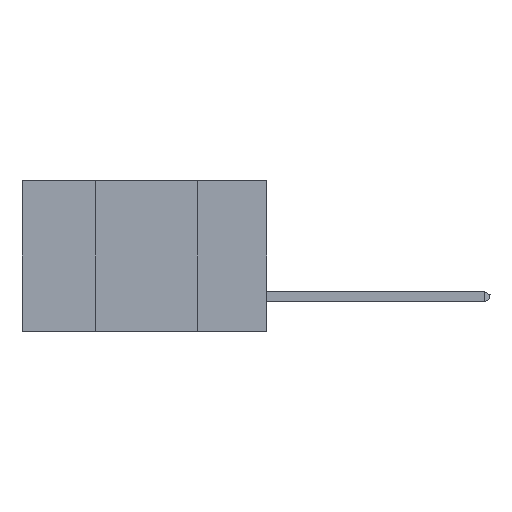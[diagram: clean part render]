
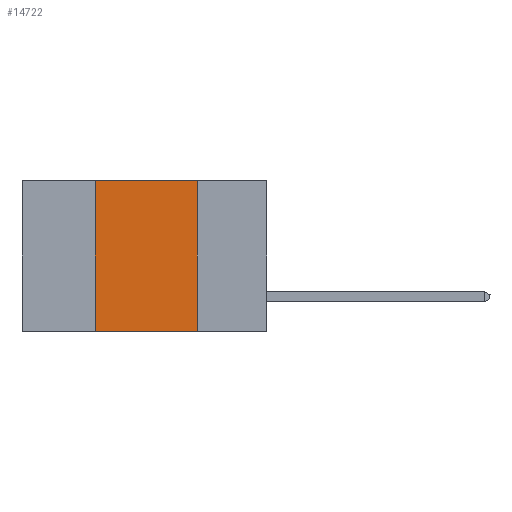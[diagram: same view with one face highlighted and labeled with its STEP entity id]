
A CAD part, left-side view. The second image highlights one B-rep face of the part: STEP entity #14722.
In plain terms, the highlighted planar face has unit normal (-1, 0, 0).
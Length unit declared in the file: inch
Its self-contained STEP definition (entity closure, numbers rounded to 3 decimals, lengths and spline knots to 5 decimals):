
#326 = ORIENTED_EDGE ( 'NONE', *, *, #15146, .F. ) ;
#512 = CARTESIAN_POINT ( 'NONE',  ( 0., 0.17, -0.37 ) ) ;
#547 = LINE ( 'NONE', #14417, #23301 ) ;
#772 = DIRECTION ( 'NONE',  ( 0., 0., 1. ) ) ;
#827 = CARTESIAN_POINT ( 'NONE',  ( 0., 0.17, 0. ) ) ;
#1234 = EDGE_LOOP ( 'NONE', ( #4845, #326, #6390, #12940 ) ) ;
#1860 = VERTEX_POINT ( 'NONE', #21983 ) ;
#2483 = LINE ( 'NONE', #827, #3061 ) ;
#2624 = VERTEX_POINT ( 'NONE', #11149 ) ;
#3061 = VECTOR ( 'NONE', #6867, 39.37008 ) ;
#4845 = ORIENTED_EDGE ( 'NONE', *, *, #12045, .F. ) ;
#4974 = LINE ( 'NONE', #12694, #5693 ) ;
#5321 = FACE_OUTER_BOUND ( 'NONE', #1234, .T. ) ;
#5693 = VECTOR ( 'NONE', #10374, 39.37008 ) ;
#6390 = ORIENTED_EDGE ( 'NONE', *, *, #22119, .F. ) ;
#6867 = DIRECTION ( 'NONE',  ( 0., 0., -1. ) ) ;
#10374 = DIRECTION ( 'NONE',  ( 0., -1., 0. ) ) ;
#10990 = PLANE ( 'NONE',  #15905 ) ;
#11108 = DIRECTION ( 'NONE',  ( 1., 0., 0. ) ) ;
#11149 = CARTESIAN_POINT ( 'NONE',  ( 0., 0.42, 0. ) ) ;
#11222 = DIRECTION ( 'NONE',  ( 0., 0., -1. ) ) ;
#12045 = EDGE_CURVE ( 'NONE', #14320, #21990, #2483, .T. ) ;
#12694 = CARTESIAN_POINT ( 'NONE',  ( 0., 0.6, -0.37 ) ) ;
#12715 = CARTESIAN_POINT ( 'NONE',  ( 0., 0.17, 0. ) ) ;
#12940 = ORIENTED_EDGE ( 'NONE', *, *, #16422, .T. ) ;
#14320 = VERTEX_POINT ( 'NONE', #12715 ) ;
#14417 = CARTESIAN_POINT ( 'NONE',  ( 0., 0.6, 0. ) ) ;
#14722 = ADVANCED_FACE ( 'NONE', ( #5321 ), #10990, .F. ) ;
#15146 = EDGE_CURVE ( 'NONE', #2624, #14320, #547, .T. ) ;
#15905 = AXIS2_PLACEMENT_3D ( 'NONE', #25096, #11108, #11222 ) ;
#16213 = DIRECTION ( 'NONE',  ( 0., -1., 0. ) ) ;
#16422 = EDGE_CURVE ( 'NONE', #1860, #21990, #4974, .T. ) ;
#17343 = VECTOR ( 'NONE', #772, 39.37008 ) ;
#18489 = CARTESIAN_POINT ( 'NONE',  ( 0., 0.42, 0. ) ) ;
#21983 = CARTESIAN_POINT ( 'NONE',  ( 0., 0.42, -0.37 ) ) ;
#21990 = VERTEX_POINT ( 'NONE', #512 ) ;
#22119 = EDGE_CURVE ( 'NONE', #1860, #2624, #22340, .T. ) ;
#22340 = LINE ( 'NONE', #18489, #17343 ) ;
#23301 = VECTOR ( 'NONE', #16213, 39.37008 ) ;
#25096 = CARTESIAN_POINT ( 'NONE',  ( 0., 0.6, 0. ) ) ;
